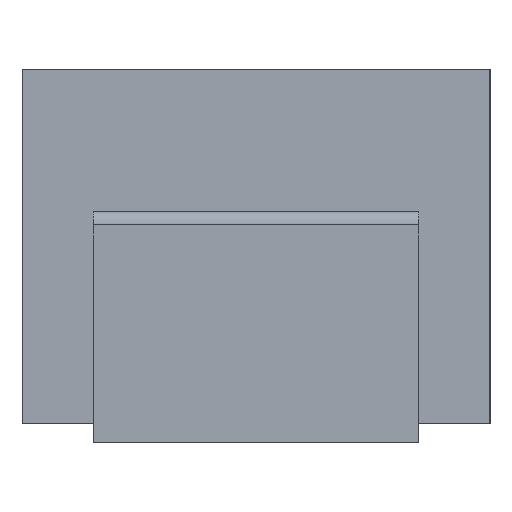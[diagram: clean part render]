
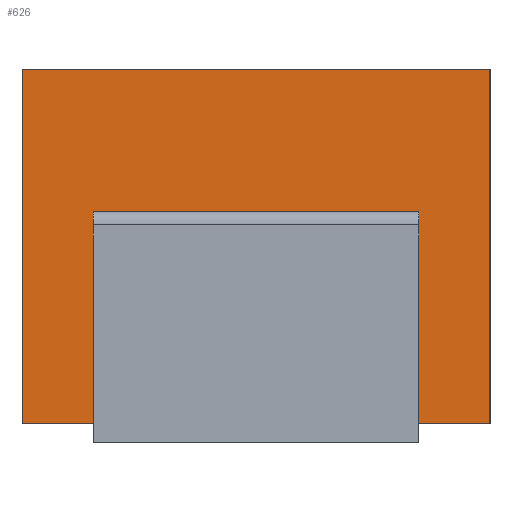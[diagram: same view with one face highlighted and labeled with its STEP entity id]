
A CAD part, left-side view. The second image highlights one B-rep face of the part: STEP entity #626.
In plain terms, the highlighted planar face has unit normal (-1, 0, 0).
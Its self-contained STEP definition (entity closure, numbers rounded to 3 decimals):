
#36 = EDGE_CURVE ( 'NONE', #1465, #433, #947, .T. ) ;
#135 = LINE ( 'NONE', #1029, #192 ) ;
#149 = CARTESIAN_POINT ( 'NONE',  ( -4.665, 2.515, 4.01 ) ) ;
#154 = DIRECTION ( 'NONE',  ( 0., 0., -1. ) ) ;
#174 = DIRECTION ( 'NONE',  ( 0., -1., 0. ) ) ;
#176 = VERTEX_POINT ( 'NONE', #1369 ) ;
#191 = EDGE_LOOP ( 'NONE', ( #1625, #342, #1156, #1648 ) ) ;
#192 = VECTOR ( 'NONE', #1575, 1000. ) ;
#207 = FACE_OUTER_BOUND ( 'NONE', #191, .T. ) ;
#317 = VECTOR ( 'NONE', #677, 1000. ) ;
#337 = EDGE_CURVE ( 'NONE', #176, #433, #135, .T. ) ;
#342 = ORIENTED_EDGE ( 'NONE', *, *, #337, .F. ) ;
#384 = EDGE_CURVE ( 'NONE', #747, #176, #674, .T. ) ;
#433 = VERTEX_POINT ( 'NONE', #1458 ) ;
#556 = CARTESIAN_POINT ( 'NONE',  ( -4.665, 2.515, 4.01 ) ) ;
#626 = ADVANCED_FACE ( 'NONE', ( #207 ), #1123, .F. ) ;
#671 = CARTESIAN_POINT ( 'NONE',  ( -4.665, 2.515, 4.01 ) ) ;
#674 = LINE ( 'NONE', #149, #728 ) ;
#677 = DIRECTION ( 'NONE',  ( 0., -1., 0. ) ) ;
#728 = VECTOR ( 'NONE', #174, 1000. ) ;
#747 = VERTEX_POINT ( 'NONE', #1285 ) ;
#800 = LINE ( 'NONE', #671, #1459 ) ;
#827 = DIRECTION ( 'NONE',  ( 1., 0., 0. ) ) ;
#844 = AXIS2_PLACEMENT_3D ( 'NONE', #556, #827, #1095 ) ;
#947 = LINE ( 'NONE', #1348, #317 ) ;
#1022 = EDGE_CURVE ( 'NONE', #747, #1465, #800, .T. ) ;
#1029 = CARTESIAN_POINT ( 'NONE',  ( -4.665, -2.515, 4.01 ) ) ;
#1095 = DIRECTION ( 'NONE',  ( 0., 1., 0. ) ) ;
#1123 = PLANE ( 'NONE',  #844 ) ;
#1156 = ORIENTED_EDGE ( 'NONE', *, *, #384, .F. ) ;
#1285 = CARTESIAN_POINT ( 'NONE',  ( -4.665, 2.515, 4.01 ) ) ;
#1348 = CARTESIAN_POINT ( 'NONE',  ( -4.665, 2.515, 0.2 ) ) ;
#1369 = CARTESIAN_POINT ( 'NONE',  ( -4.665, -2.515, 4.01 ) ) ;
#1458 = CARTESIAN_POINT ( 'NONE',  ( -4.665, -2.515, 0.2 ) ) ;
#1459 = VECTOR ( 'NONE', #154, 1000. ) ;
#1465 = VERTEX_POINT ( 'NONE', #1518 ) ;
#1518 = CARTESIAN_POINT ( 'NONE',  ( -4.665, 2.515, 0.2 ) ) ;
#1575 = DIRECTION ( 'NONE',  ( 0., 0., -1. ) ) ;
#1625 = ORIENTED_EDGE ( 'NONE', *, *, #36, .T. ) ;
#1648 = ORIENTED_EDGE ( 'NONE', *, *, #1022, .T. ) ;
